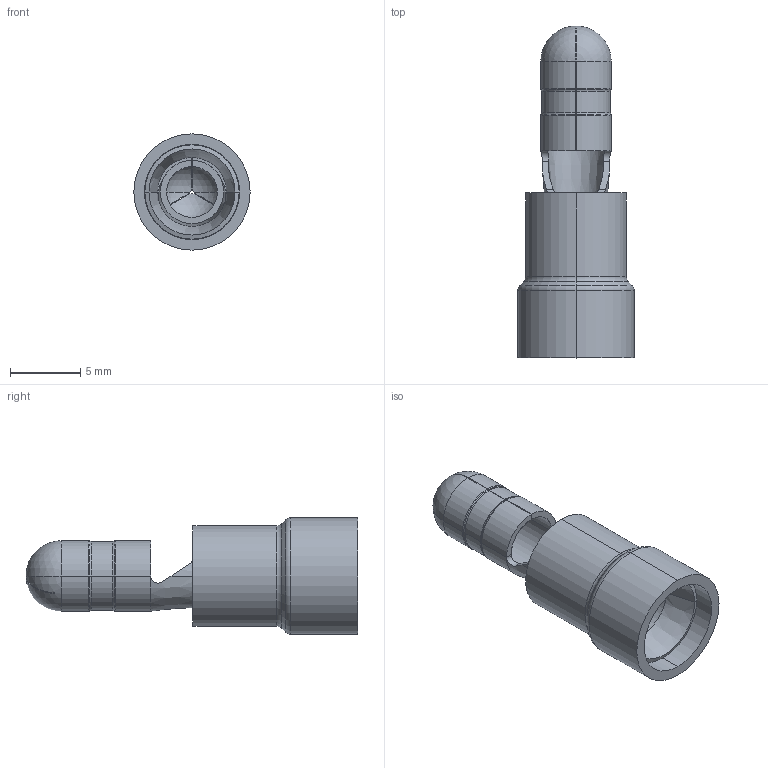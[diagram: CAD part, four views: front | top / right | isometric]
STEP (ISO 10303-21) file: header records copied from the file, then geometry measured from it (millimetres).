
FILE_DESCRIPTION (( 'STEP AP214' ), '1' );
FILE_NAME ('V70RS004003.step', '2017-09-28T13:30:32', ( '' ), ( '' ), 'SwSTEP 2.0', 'SolidWorks 2017', '' );
FILE_SCHEMA (( 'AUTOMOTIVE_DESIGN' ));
Length unit declared in the file: millimetre
Products named in the file (1): V70RS004003
Bounding box: 8.26 x 23.58 x 8.26 mm (x, y, z)
Volume: 345.6 mm3; surface area: 1359 mm2
Topology: 3 solids, 3 shells, 96 faces, 232 edges, 140 vertices
Faces by surface type: cylinder 34, plane 24, cone 16, torus 16, sphere 6
Entity records: 2906 total; most frequent: CARTESIAN_POINT 591, DIRECTION 520, ORIENTED_EDGE 456, EDGE_CURVE 228, AXIS2_PLACEMENT_3D 223, VERTEX_POINT 138, CIRCLE 126, EDGE_LOOP 100
